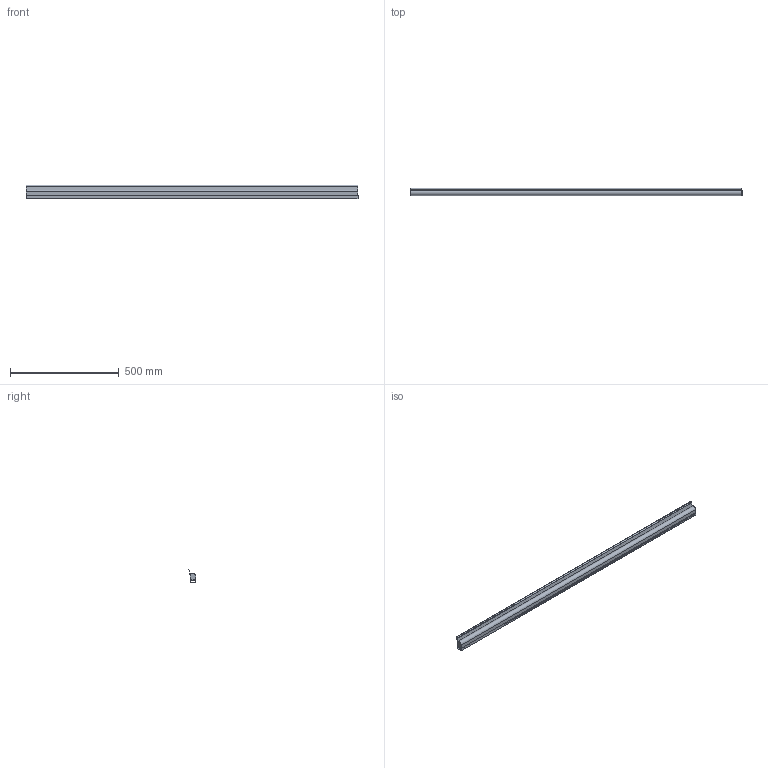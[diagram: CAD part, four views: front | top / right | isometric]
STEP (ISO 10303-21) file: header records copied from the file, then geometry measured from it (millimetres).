
FILE_DESCRIPTION (( 'STEP AP214' ), '1' );
FILE_NAME ('1502-6221.STEP', '2022-02-03T15:59:43', ( '' ), ( '' ), 'SwSTEP 2.0', 'SolidWorks 2021', '' );
FILE_SCHEMA (( 'AUTOMOTIVE_DESIGN' ));
Length unit declared in the file: inch
Products named in the file (1): 1502-6221
Bounding box: 1524 x 32.49 x 62 mm (x, y, z)
Volume: 1394642.5 mm3; surface area: 466173.5 mm2
Topology: 2 solids, 2 shells, 62 faces, 174 edges, 116 vertices
Faces by surface type: plane 39, cylinder 23
Entity records: 2055 total; most frequent: CARTESIAN_POINT 353, ORIENTED_EDGE 348, DIRECTION 346, EDGE_CURVE 174, LINE 128, VECTOR 128, VERTEX_POINT 116, AXIS2_PLACEMENT_3D 109
